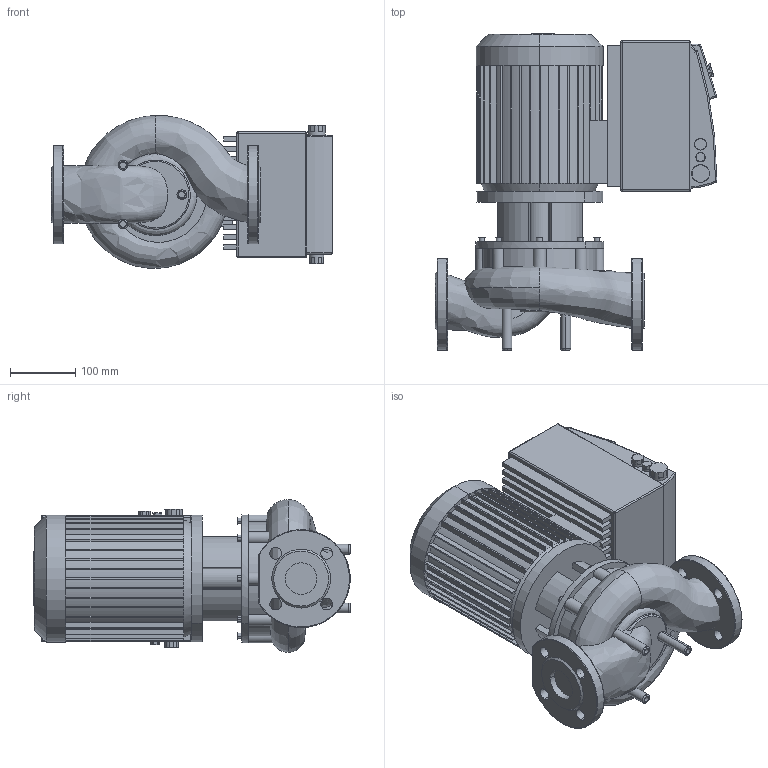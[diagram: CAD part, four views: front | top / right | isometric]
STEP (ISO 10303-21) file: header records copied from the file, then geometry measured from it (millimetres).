
FILE_DESCRIPTION((''),'2;1');
FILE_NAME('3d_IP-E40_150-3_2-R1-2158881.stp','2016-07-18T09:17:26',(''),(''),'Mechanical Desktop 2009','Mechanical Desktop 2009',', , ');
FILE_SCHEMA(('CONFIG_CONTROL_DESIGN'));
Length unit declared in the file: millimetre
Products named in the file (1): Product
Bounding box: 431 x 484.03 x 233.94 mm (x, y, z)
Volume: 19237201.4 mm3; surface area: 1077363 mm2
Topology: 13 solids, 13 shells, 764 faces, 1957 edges, 1246 vertices
Faces by surface type: plane 439, cylinder 171, bspline 115, sphere 18, torus 15, cone 6
Full cylindrical faces by diameter (mm): 15 x2
Entity records: 29744 total; most frequent: CARTESIAN_POINT 11257, ORIENTED_EDGE 3872, DIRECTION 3730, EDGE_CURVE 1936, AXIS2_PLACEMENT_3D 1251, VERTEX_POINT 1245, VECTOR 1228, LINE 1228
